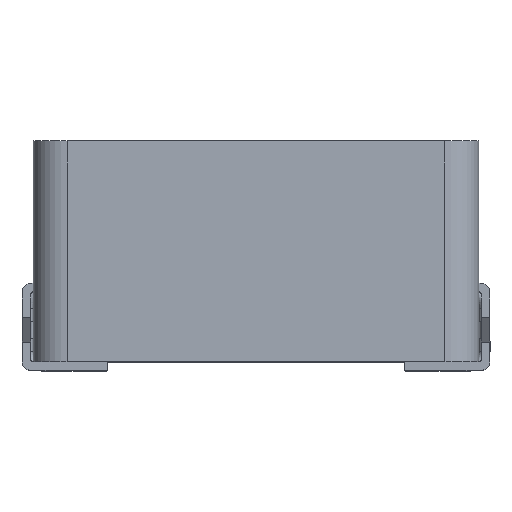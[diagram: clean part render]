
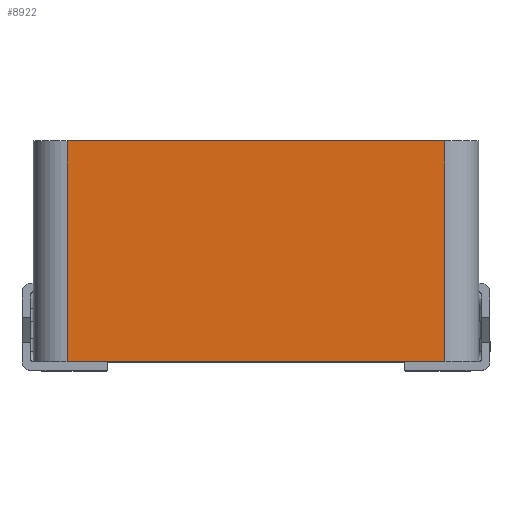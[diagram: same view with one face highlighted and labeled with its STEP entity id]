
A CAD part, top view. The second image highlights one B-rep face of the part: STEP entity #8922.
In plain terms, the highlighted planar face has unit normal (0, 0, 1).
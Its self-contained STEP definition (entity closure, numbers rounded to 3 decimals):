
#17 = DIRECTION ( 'NONE',  ( 0., 0., 1. ) ) ;
#165 = ORIENTED_EDGE ( 'NONE', *, *, #11294, .T. ) ;
#422 = AXIS2_PLACEMENT_3D ( 'NONE', #12043, #17, #2913 ) ;
#430 = ORIENTED_EDGE ( 'NONE', *, *, #11767, .T. ) ;
#472 = LINE ( 'NONE', #11756, #7479 ) ;
#851 = VECTOR ( 'NONE', #2076, 1000. ) ;
#1399 = EDGE_LOOP ( 'NONE', ( #430, #10271, #11291, #165 ) ) ;
#2013 = DIRECTION ( 'NONE',  ( 0., 1., 0. ) ) ;
#2044 = FACE_OUTER_BOUND ( 'NONE', #1399, .T. ) ;
#2076 = DIRECTION ( 'NONE',  ( 1., 0., 0. ) ) ;
#2273 = CARTESIAN_POINT ( 'NONE',  ( 4.45, 3.35, 5. ) ) ;
#2913 = DIRECTION ( 'NONE',  ( 1., 0., 0. ) ) ;
#2916 = LINE ( 'NONE', #9115, #10397 ) ;
#3002 = LINE ( 'NONE', #11087, #4080 ) ;
#4080 = VECTOR ( 'NONE', #2013, 1000. ) ;
#4165 = VERTEX_POINT ( 'NONE', #6906 ) ;
#4694 = DIRECTION ( 'NONE',  ( 0., 1., 0. ) ) ;
#4738 = CARTESIAN_POINT ( 'NONE',  ( 4.45, 3.35, 5. ) ) ;
#4928 = DIRECTION ( 'NONE',  ( 1., 0., 0. ) ) ;
#6260 = LINE ( 'NONE', #2273, #851 ) ;
#6653 = EDGE_CURVE ( 'NONE', #11205, #6899, #6260, .T. ) ;
#6899 = VERTEX_POINT ( 'NONE', #4738 ) ;
#6906 = CARTESIAN_POINT ( 'NONE',  ( -4.45, -1.85, 5. ) ) ;
#6934 = VERTEX_POINT ( 'NONE', #7262 ) ;
#7262 = CARTESIAN_POINT ( 'NONE',  ( 4.45, -1.85, 5. ) ) ;
#7479 = VECTOR ( 'NONE', #4694, 1000. ) ;
#8922 = ADVANCED_FACE ( 'NONE', ( #2044 ), #11976, .T. ) ;
#9115 = CARTESIAN_POINT ( 'NONE',  ( 4.45, -1.85, 5. ) ) ;
#9772 = CARTESIAN_POINT ( 'NONE',  ( -4.45, 3.35, 5. ) ) ;
#10271 = ORIENTED_EDGE ( 'NONE', *, *, #6653, .F. ) ;
#10397 = VECTOR ( 'NONE', #4928, 1000. ) ;
#11087 = CARTESIAN_POINT ( 'NONE',  ( -4.45, -1.85, 5. ) ) ;
#11205 = VERTEX_POINT ( 'NONE', #9772 ) ;
#11291 = ORIENTED_EDGE ( 'NONE', *, *, #12491, .F. ) ;
#11294 = EDGE_CURVE ( 'NONE', #4165, #6934, #2916, .T. ) ;
#11756 = CARTESIAN_POINT ( 'NONE',  ( 4.45, -1.85, 5. ) ) ;
#11767 = EDGE_CURVE ( 'NONE', #6934, #6899, #472, .T. ) ;
#11976 = PLANE ( 'NONE',  #422 ) ;
#12043 = CARTESIAN_POINT ( 'NONE',  ( 4.45, -1.85, 5. ) ) ;
#12491 = EDGE_CURVE ( 'NONE', #4165, #11205, #3002, .T. ) ;
